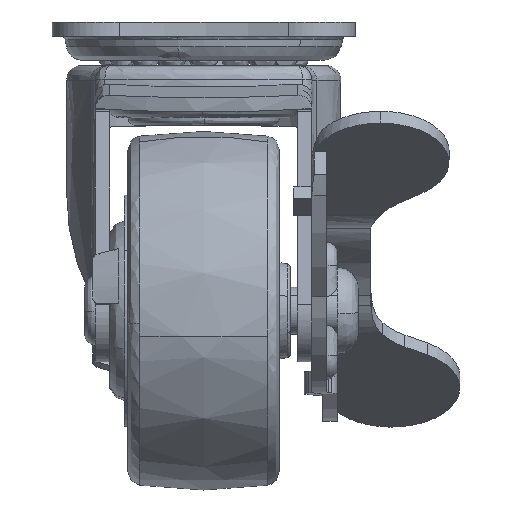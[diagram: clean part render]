
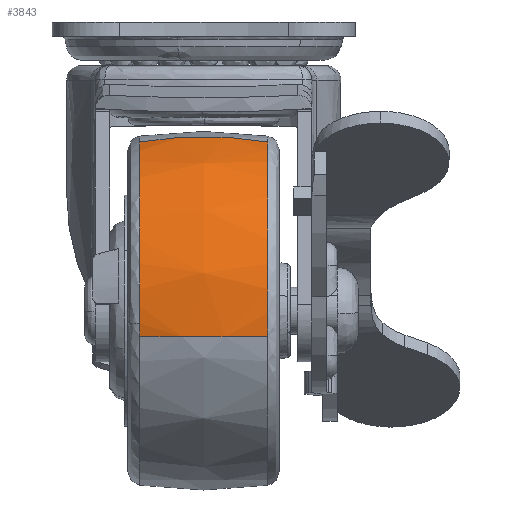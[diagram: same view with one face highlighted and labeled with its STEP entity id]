
A CAD part, left-side view. The second image highlights one B-rep face of the part: STEP entity #3843.
In plain terms, the highlighted free-form (B-spline) face has degree [2, 2] with [5, 5] control points.
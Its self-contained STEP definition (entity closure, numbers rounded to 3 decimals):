
#2855=CARTESIAN_POINT('',(-23.781,8.854,4.536));
#2856=VERTEX_POINT('',#2855);
#2868=CARTESIAN_POINT('',(0.0,8.854,24.21));
#2869=VERTEX_POINT('',#2868);
#2870=CARTESIAN_POINT('',(0.0,8.854,24.21));
#2871=CARTESIAN_POINT('',(-1.351,8.854,24.21));
#2872=CARTESIAN_POINT('',(-4.009,8.854,23.987));
#2873=CARTESIAN_POINT('',(-8.162,8.854,22.934));
#2874=CARTESIAN_POINT('',(-11.745,8.854,21.293));
#2875=CARTESIAN_POINT('',(-15.225,8.854,18.957));
#2876=CARTESIAN_POINT('',(-17.851,8.854,16.509));
#2877=CARTESIAN_POINT('',(-20.021,8.854,13.717));
#2878=CARTESIAN_POINT('',(-21.636,8.854,11.02));
#2879=CARTESIAN_POINT('',(-22.951,8.854,7.971));
#2880=CARTESIAN_POINT('',(-23.561,8.854,5.692));
#2881=CARTESIAN_POINT('',(-23.781,8.854,4.536));
#2882=B_SPLINE_CURVE_WITH_KNOTS('',3,(#2870,#2871,#2872,#2873,#2874,#2875,#2876,#2877,#2878,#2879,#2880,#2881),.UNSPECIFIED.,.F.,.U.,(4,1,1,1,1,1,1,1,1,4),(0.,4.052,7.974,12.811,15.818,20.524,23.53,26.406,29.936,33.465),.UNSPECIFIED.);
#2883=EDGE_CURVE('',#2869,#2856,#2882,.T.);
#2978=CARTESIAN_POINT('',(-24.048,8.854,2.795));
#2979=VERTEX_POINT('',#2978);
#2998=CARTESIAN_POINT('',(-23.781,8.854,4.536));
#2999=CARTESIAN_POINT('',(-23.891,8.854,3.96));
#3000=CARTESIAN_POINT('',(-23.98,8.854,3.379));
#3001=CARTESIAN_POINT('',(-24.048,8.854,2.795));
#3002=B_SPLINE_CURVE_WITH_KNOTS('',3,(#2998,#2999,#3000,#3001),.UNSPECIFIED.,.F.,.U.,(4,4),(0.,1.762),.UNSPECIFIED.);
#3003=EDGE_CURVE('',#2856,#2979,#3002,.T.);
#3213=CARTESIAN_POINT('',(0.0,-8.854,24.21));
#3214=VERTEX_POINT('',#3213);
#3231=CARTESIAN_POINT('',(-24.048,-8.854,2.795));
#3232=VERTEX_POINT('',#3231);
#3233=CARTESIAN_POINT('',(0.0,-8.854,24.21));
#3234=CARTESIAN_POINT('',(-1.514,-8.854,24.21));
#3235=CARTESIAN_POINT('',(-4.174,-8.854,23.959));
#3236=CARTESIAN_POINT('',(-7.464,-8.854,23.089));
#3237=CARTESIAN_POINT('',(-10.283,-8.854,21.979));
#3238=CARTESIAN_POINT('',(-13.283,-8.854,20.372));
#3239=CARTESIAN_POINT('',(-16.495,-8.854,17.898));
#3240=CARTESIAN_POINT('',(-19.397,-8.854,14.689));
#3241=CARTESIAN_POINT('',(-21.532,-8.854,11.298));
#3242=CARTESIAN_POINT('',(-23.215,-8.854,7.316));
#3243=CARTESIAN_POINT('',(-23.852,-8.854,4.481));
#3244=CARTESIAN_POINT('',(-24.048,-8.854,2.795));
#3245=B_SPLINE_CURVE_WITH_KNOTS('',3,(#3233,#3234,#3235,#3236,#3237,#3238,#3239,#3240,#3241,#3242,#3243,#3244),.UNSPECIFIED.,.F.,.U.,(4,1,1,1,1,1,1,1,1,4),(0.,4.541,7.981,10.183,13.623,18.164,22.292,26.558,30.136,35.227),.UNSPECIFIED.);
#3246=EDGE_CURVE('',#3214,#3232,#3245,.T.);
#3778=CARTESIAN_POINT('',(0.0,-8.854,24.21));
#3779=CARTESIAN_POINT('',(0.0,-6.938,24.555));
#3780=CARTESIAN_POINT('',(0.0,-3.526,24.965));
#3781=CARTESIAN_POINT('',(0.0,2.413,25.064));
#3782=CARTESIAN_POINT('',(0.0,6.39,24.653));
#3783=CARTESIAN_POINT('',(0.0,8.854,24.21));
#3784=B_SPLINE_CURVE_WITH_KNOTS('',3,(#3778,#3779,#3780,#3781,#3782,#3783),.UNSPECIFIED.,.F.,.U.,(4,1,1,4),(0.,5.841,10.292,17.802),.UNSPECIFIED.);
#3785=EDGE_CURVE('',#3214,#2869,#3784,.T.);
#3791=CARTESIAN_POINT('',(-24.048,-8.854,2.795));
#3792=CARTESIAN_POINT('',(-24.456,-6.573,2.843));
#3793=CARTESIAN_POINT('',(-24.885,-2.6,2.893));
#3794=CARTESIAN_POINT('',(-24.82,3.341,2.885));
#3795=CARTESIAN_POINT('',(-24.39,6.938,2.835));
#3796=CARTESIAN_POINT('',(-24.048,8.854,2.795));
#3797=B_SPLINE_CURVE_WITH_KNOTS('',3,(#3791,#3792,#3793,#3794,#3795,#3796),.UNSPECIFIED.,.F.,.U.,(4,1,1,4),(0.,6.954,11.961,17.802),.UNSPECIFIED.);
#3798=EDGE_CURVE('',#3232,#2979,#3797,.T.);
#3803=CARTESIAN_POINT('',(0.156,-9.745,24.041));
#3804=CARTESIAN_POINT('',(0.162,-4.92,25.));
#3805=CARTESIAN_POINT('',(0.162,0.0,25.));
#3806=CARTESIAN_POINT('',(0.162,4.92,25.));
#3807=CARTESIAN_POINT('',(0.156,9.745,24.041));
#3808=CARTESIAN_POINT('',(0.078,-9.745,24.041));
#3809=CARTESIAN_POINT('',(0.081,-4.92,25.));
#3810=CARTESIAN_POINT('',(0.081,0.0,25.0));
#3811=CARTESIAN_POINT('',(0.081,4.92,25.0));
#3812=CARTESIAN_POINT('',(0.078,9.745,24.041));
#3813=CARTESIAN_POINT('',(-21.408,-9.745,24.041));
#3814=CARTESIAN_POINT('',(-22.262,-4.92,25.));
#3815=CARTESIAN_POINT('',(-22.262,0.0,25.));
#3816=CARTESIAN_POINT('',(-22.262,4.92,25.0));
#3817=CARTESIAN_POINT('',(-21.408,9.745,24.041));
#3818=CARTESIAN_POINT('',(-23.89,-9.745,2.695));
#3819=CARTESIAN_POINT('',(-24.843,-4.92,2.802));
#3820=CARTESIAN_POINT('',(-24.843,0.0,2.802));
#3821=CARTESIAN_POINT('',(-24.843,4.92,2.802));
#3822=CARTESIAN_POINT('',(-23.89,9.745,2.695));
#3823=CARTESIAN_POINT('',(-23.899,-9.745,2.614));
#3824=CARTESIAN_POINT('',(-24.852,-4.92,2.718));
#3825=CARTESIAN_POINT('',(-24.852,0.0,2.718));
#3826=CARTESIAN_POINT('',(-24.852,4.92,2.718));
#3827=CARTESIAN_POINT('',(-23.899,9.745,2.614));
#3835=(BOUNDED_SURFACE()B_SPLINE_SURFACE(2,2,((#3803,#3808,#3813,#3818,#3823),(#3804,#3809,#3814,#3819,#3824),(#3805,#3810,#3815,#3820,#3825),(#3806,#3811,#3816,#3821,#3826),(#3807,#3812,#3817,#3822,#3827)),.UNSPECIFIED.,.F.,.F.,.U.)B_SPLINE_SURFACE_WITH_KNOTS((3,2,3),(3,1,1,3),(0.0,10.002,20.005),(0.0,0.19,38.256,38.447),.UNSPECIFIED.)GEOMETRIC_REPRESENTATION_ITEM()RATIONAL_B_SPLINE_SURFACE(((0.961,0.96,0.7,0.918,0.919),(0.977,0.976,0.712,0.933,0.935),(1.003,1.001,0.731,0.958,0.959),(0.977,0.976,0.712,0.933,0.935),(0.961,0.96,0.7,0.918,0.919)))REPRESENTATION_ITEM('')SURFACE());
#3836=ORIENTED_EDGE('',*,*,#2883,.T.);
#3837=ORIENTED_EDGE('',*,*,#3003,.T.);
#3838=ORIENTED_EDGE('',*,*,#3798,.F.);
#3839=ORIENTED_EDGE('',*,*,#3246,.F.);
#3840=ORIENTED_EDGE('',*,*,#3785,.T.);
#3841=EDGE_LOOP('',(#3836,#3837,#3838,#3839,#3840));
#3842=FACE_OUTER_BOUND('',#3841,.T.);
#3843=ADVANCED_FACE('',(#3842),#3835,.T.);
